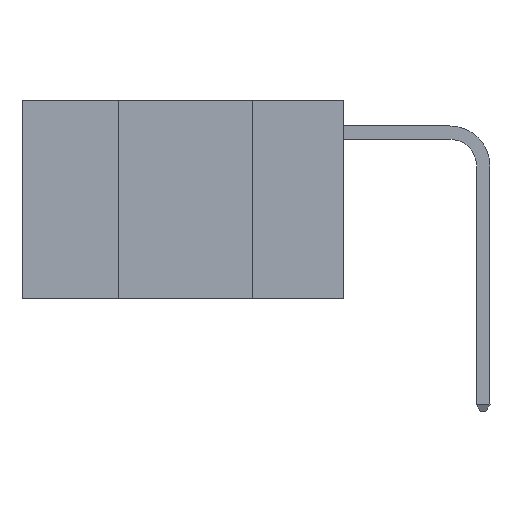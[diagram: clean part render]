
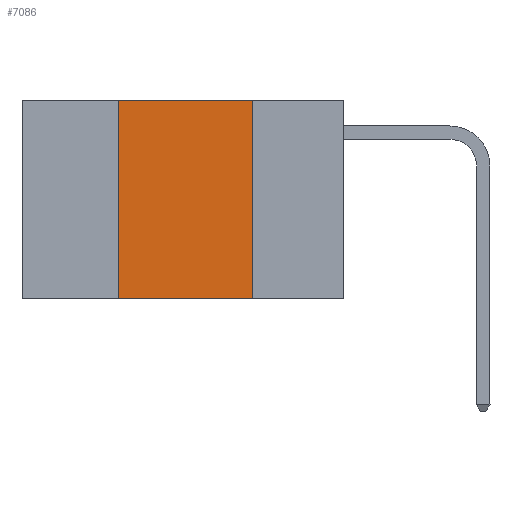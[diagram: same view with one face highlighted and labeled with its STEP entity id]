
A CAD part, left-side view. The second image highlights one B-rep face of the part: STEP entity #7086.
In plain terms, the highlighted planar face has unit normal (-1, 0, 0).
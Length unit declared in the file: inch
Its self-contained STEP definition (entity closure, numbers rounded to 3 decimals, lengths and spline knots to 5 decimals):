
#372 = CARTESIAN_POINT ( 'NONE',  ( 0., 0.6, 0. ) ) ;
#412 = VERTEX_POINT ( 'NONE', #11680 ) ;
#636 = LINE ( 'NONE', #9464, #14484 ) ;
#1095 = VECTOR ( 'NONE', #4197, 39.37008 ) ;
#1607 = ORIENTED_EDGE ( 'NONE', *, *, #16699, .F. ) ;
#2402 = VERTEX_POINT ( 'NONE', #13612 ) ;
#2911 = EDGE_CURVE ( 'NONE', #5048, #412, #636, .T. ) ;
#4197 = DIRECTION ( 'NONE',  ( 0., 0., 1. ) ) ;
#4386 = ORIENTED_EDGE ( 'NONE', *, *, #12766, .F. ) ;
#4832 = ORIENTED_EDGE ( 'NONE', *, *, #12710, .F. ) ;
#4950 = PLANE ( 'NONE',  #8689 ) ;
#5048 = VERTEX_POINT ( 'NONE', #16481 ) ;
#5423 = CARTESIAN_POINT ( 'NONE',  ( 0., 0.42, 0. ) ) ;
#5689 = ORIENTED_EDGE ( 'NONE', *, *, #2911, .T. ) ;
#6311 = CARTESIAN_POINT ( 'NONE',  ( 0., 0.6, 0. ) ) ;
#7086 = ADVANCED_FACE ( 'NONE', ( #11694 ), #4950, .F. ) ;
#7689 = DIRECTION ( 'NONE',  ( 0., 0., -1. ) ) ;
#7696 = EDGE_LOOP ( 'NONE', ( #4386, #4832, #1607, #5689 ) ) ;
#8689 = AXIS2_PLACEMENT_3D ( 'NONE', #6311, #15533, #7689 ) ;
#9464 = CARTESIAN_POINT ( 'NONE',  ( 0., 0.6, -0.37 ) ) ;
#9717 = CARTESIAN_POINT ( 'NONE',  ( 0., 0.42, 0. ) ) ;
#9994 = CARTESIAN_POINT ( 'NONE',  ( 0., 0.17, 0. ) ) ;
#11320 = DIRECTION ( 'NONE',  ( 0., 0., -1. ) ) ;
#11512 = LINE ( 'NONE', #372, #14962 ) ;
#11680 = CARTESIAN_POINT ( 'NONE',  ( 0., 0.17, -0.37 ) ) ;
#11694 = FACE_OUTER_BOUND ( 'NONE', #7696, .T. ) ;
#12531 = VERTEX_POINT ( 'NONE', #5423 ) ;
#12710 = EDGE_CURVE ( 'NONE', #12531, #2402, #11512, .T. ) ;
#12766 = EDGE_CURVE ( 'NONE', #2402, #412, #14569, .T. ) ;
#13612 = CARTESIAN_POINT ( 'NONE',  ( 0., 0.17, 0. ) ) ;
#13753 = VECTOR ( 'NONE', #11320, 39.37008 ) ;
#14484 = VECTOR ( 'NONE', #16392, 39.37008 ) ;
#14569 = LINE ( 'NONE', #9994, #13753 ) ;
#14891 = LINE ( 'NONE', #9717, #1095 ) ;
#14962 = VECTOR ( 'NONE', #15063, 39.37008 ) ;
#15063 = DIRECTION ( 'NONE',  ( 0., -1., 0. ) ) ;
#15533 = DIRECTION ( 'NONE',  ( 1., 0., 0. ) ) ;
#16392 = DIRECTION ( 'NONE',  ( 0., -1., 0. ) ) ;
#16481 = CARTESIAN_POINT ( 'NONE',  ( 0., 0.42, -0.37 ) ) ;
#16699 = EDGE_CURVE ( 'NONE', #5048, #12531, #14891, .T. ) ;
